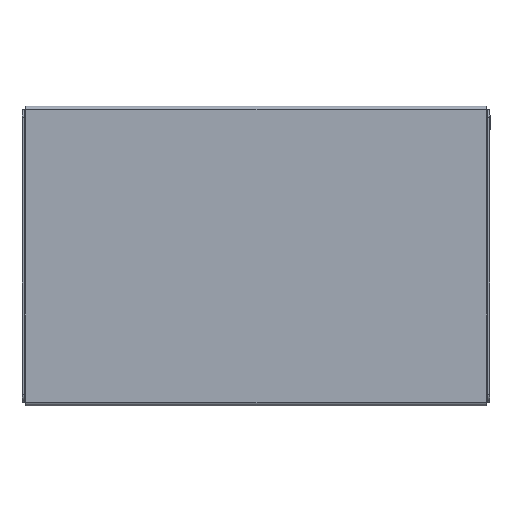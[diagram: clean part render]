
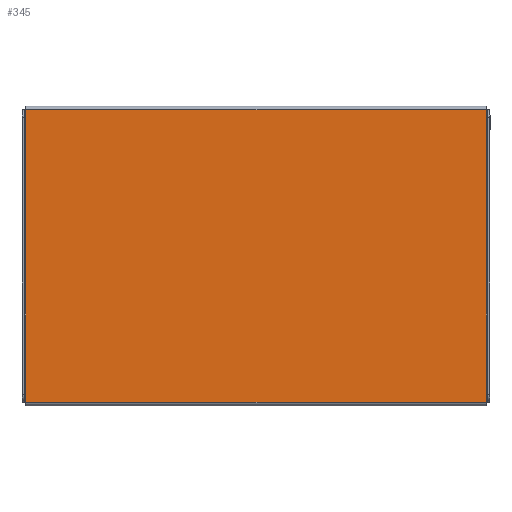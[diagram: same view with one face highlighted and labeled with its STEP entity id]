
A CAD part, top view. The second image highlights one B-rep face of the part: STEP entity #345.
In plain terms, the highlighted planar face has unit normal (0, 0, 1).
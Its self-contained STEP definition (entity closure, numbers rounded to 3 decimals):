
#101 = EDGE_LOOP ( 'NONE', ( #473, #596, #1103, #505 ) ) ;
#107 = AXIS2_PLACEMENT_3D ( 'NONE', #852, #1532, #239 ) ;
#137 = CARTESIAN_POINT ( 'NONE',  ( 150.5, -95.5, 0. ) ) ;
#168 = VERTEX_POINT ( 'NONE', #200 ) ;
#200 = CARTESIAN_POINT ( 'NONE',  ( 150.5, -95.5, 0. ) ) ;
#223 = DIRECTION ( 'NONE',  ( 1., 0., 0. ) ) ;
#239 = DIRECTION ( 'NONE',  ( 1., 0., 0. ) ) ;
#345 = ADVANCED_FACE ( 'NONE', ( #1388 ), #694, .T. ) ;
#473 = ORIENTED_EDGE ( 'NONE', *, *, #1426, .T. ) ;
#490 = VECTOR ( 'NONE', #988, 1000. ) ;
#505 = ORIENTED_EDGE ( 'NONE', *, *, #1170, .T. ) ;
#544 = LINE ( 'NONE', #1567, #1744 ) ;
#574 = EDGE_CURVE ( 'NONE', #168, #873, #882, .T. ) ;
#596 = ORIENTED_EDGE ( 'NONE', *, *, #1016, .T. ) ;
#694 = PLANE ( 'NONE',  #107 ) ;
#754 = CARTESIAN_POINT ( 'NONE',  ( -150.5, -95.5, 0. ) ) ;
#852 = CARTESIAN_POINT ( 'NONE',  ( 0., 0., 0. ) ) ;
#873 = VERTEX_POINT ( 'NONE', #1034 ) ;
#875 = VERTEX_POINT ( 'NONE', #754 ) ;
#882 = LINE ( 'NONE', #137, #490 ) ;
#949 = CARTESIAN_POINT ( 'NONE',  ( 150.5, -95.5, 0. ) ) ;
#960 = VERTEX_POINT ( 'NONE', #1211 ) ;
#988 = DIRECTION ( 'NONE',  ( 0., 1., 0. ) ) ;
#992 = VECTOR ( 'NONE', #1473, 1000. ) ;
#1016 = EDGE_CURVE ( 'NONE', #875, #168, #1510, .T. ) ;
#1034 = CARTESIAN_POINT ( 'NONE',  ( 150.5, 95.5, 0. ) ) ;
#1103 = ORIENTED_EDGE ( 'NONE', *, *, #574, .T. ) ;
#1170 = EDGE_CURVE ( 'NONE', #873, #960, #544, .T. ) ;
#1211 = CARTESIAN_POINT ( 'NONE',  ( -150.5, 95.5, 0. ) ) ;
#1242 = LINE ( 'NONE', #1468, #992 ) ;
#1388 = FACE_OUTER_BOUND ( 'NONE', #101, .T. ) ;
#1426 = EDGE_CURVE ( 'NONE', #960, #875, #1242, .T. ) ;
#1468 = CARTESIAN_POINT ( 'NONE',  ( -150.5, -95.5, 0. ) ) ;
#1473 = DIRECTION ( 'NONE',  ( 0., -1., 0. ) ) ;
#1510 = LINE ( 'NONE', #949, #1540 ) ;
#1532 = DIRECTION ( 'NONE',  ( 0., 0., 1. ) ) ;
#1540 = VECTOR ( 'NONE', #223, 1000. ) ;
#1567 = CARTESIAN_POINT ( 'NONE',  ( 150.5, 95.5, 0. ) ) ;
#1714 = DIRECTION ( 'NONE',  ( -1., 0., 0. ) ) ;
#1744 = VECTOR ( 'NONE', #1714, 1000. ) ;
